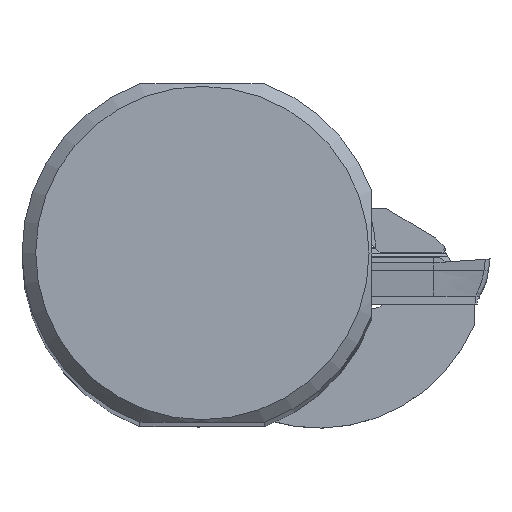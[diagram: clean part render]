
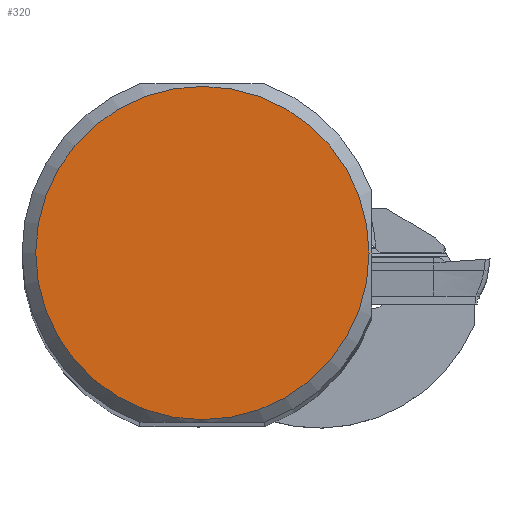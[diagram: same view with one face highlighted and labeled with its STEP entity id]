
A CAD part, top view. The second image highlights one B-rep face of the part: STEP entity #320.
In plain terms, the highlighted planar face has unit normal (0, 0, 1).
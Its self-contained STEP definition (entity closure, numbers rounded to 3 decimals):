
#320=ADVANCED_FACE('',(#492),#379,.F.);
#379=PLANE('',#2245);
#492=FACE_OUTER_BOUND('',#608,.T.);
#608=EDGE_LOOP('',(#1488));
#1488=ORIENTED_EDGE('',*,*,#1991,.T.);
#1700=VERTEX_POINT('',#4005);
#1991=EDGE_CURVE('',#1700,#1700,#2055,.T.);
#2055=CIRCLE('',#2244,14.775);
#2244=AXIS2_PLACEMENT_3D('',#4004,#2726,#2727);
#2245=AXIS2_PLACEMENT_3D('',#4006,#2728,#2729);
#2726=DIRECTION('',(0.,0.,1.));
#2727=DIRECTION('',(1.,0.,0.));
#2728=DIRECTION('',(0.,0.,-1.));
#2729=DIRECTION('',(-1.,0.,0.));
#4004=CARTESIAN_POINT('',(0.,0.,213.465));
#4005=CARTESIAN_POINT('',(14.775,0.,213.465));
#4006=CARTESIAN_POINT('',(14.775,0.,213.465));
